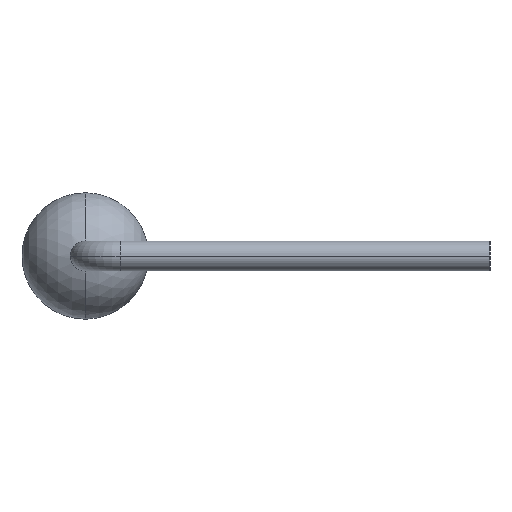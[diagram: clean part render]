
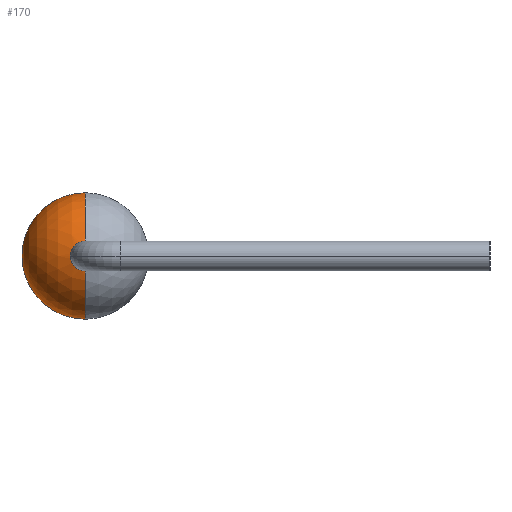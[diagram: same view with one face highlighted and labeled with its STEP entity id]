
A CAD part, left-side view. The second image highlights one B-rep face of the part: STEP entity #170.
In plain terms, the highlighted spherical face has radius 1.8 mm.
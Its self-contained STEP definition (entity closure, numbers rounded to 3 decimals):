
#6 = DIRECTION ( 'NONE',  ( 0., 1., 0. ) ) ;
#8 = EDGE_LOOP ( 'NONE', ( #217, #384, #194, #607, #407 ) ) ;
#36 = DIRECTION ( 'NONE',  ( 0., 0., 1. ) ) ;
#40 = CIRCLE ( 'NONE', #366, 1.8 ) ;
#47 = EDGE_CURVE ( 'NONE', #196, #118, #191, .T. ) ;
#60 = DIRECTION ( 'NONE',  ( 0., 0., 1. ) ) ;
#75 = VERTEX_POINT ( 'NONE', #220 ) ;
#79 = DIRECTION ( 'NONE',  ( 0., -1., 0. ) ) ;
#94 = EDGE_CURVE ( 'NONE', #75, #196, #419, .T. ) ;
#118 = VERTEX_POINT ( 'NONE', #657 ) ;
#121 = EDGE_CURVE ( 'NONE', #75, #353, #40, .T. ) ;
#137 = CARTESIAN_POINT ( 'NONE',  ( 0., 0., 0. ) ) ;
#157 = AXIS2_PLACEMENT_3D ( 'NONE', #436, #173, #373 ) ;
#170 = ADVANCED_FACE ( 'NONE', ( #550 ), #236, .T. ) ;
#173 = DIRECTION ( 'NONE',  ( -1., 0., 0. ) ) ;
#176 = CIRCLE ( 'NONE', #268, 0.423 ) ;
#189 = DIRECTION ( 'NONE',  ( 0., -1., 0. ) ) ;
#191 = CIRCLE ( 'NONE', #456, 1.8 ) ;
#194 = ORIENTED_EDGE ( 'NONE', *, *, #47, .T. ) ;
#196 = VERTEX_POINT ( 'NONE', #507 ) ;
#197 = DIRECTION ( 'NONE',  ( 0., 0., -1. ) ) ;
#217 = ORIENTED_EDGE ( 'NONE', *, *, #121, .F. ) ;
#220 = CARTESIAN_POINT ( 'NONE',  ( -0.076, 0., 1.798 ) ) ;
#236 = SPHERICAL_SURFACE ( 'NONE', #589, 1.8 ) ;
#237 = DIRECTION ( 'NONE',  ( 0., 0., 1. ) ) ;
#248 = CARTESIAN_POINT ( 'NONE',  ( 0., 0., 0. ) ) ;
#268 = AXIS2_PLACEMENT_3D ( 'NONE', #591, #504, #36 ) ;
#293 = CARTESIAN_POINT ( 'NONE',  ( -1.75, 0.423, 0. ) ) ;
#323 = CIRCLE ( 'NONE', #422, 0.423 ) ;
#342 = CARTESIAN_POINT ( 'NONE',  ( -1.75, 0., 0. ) ) ;
#353 = VERTEX_POINT ( 'NONE', #465 ) ;
#366 = AXIS2_PLACEMENT_3D ( 'NONE', #248, #79, #197 ) ;
#373 = DIRECTION ( 'NONE',  ( 0., 0., 1. ) ) ;
#384 = ORIENTED_EDGE ( 'NONE', *, *, #94, .T. ) ;
#407 = ORIENTED_EDGE ( 'NONE', *, *, #595, .F. ) ;
#419 = CIRCLE ( 'NONE', #157, 1.798 ) ;
#422 = AXIS2_PLACEMENT_3D ( 'NONE', #342, #546, #237 ) ;
#436 = CARTESIAN_POINT ( 'NONE',  ( -0.076, 0., 0. ) ) ;
#437 = CARTESIAN_POINT ( 'NONE',  ( 0., 0., 0. ) ) ;
#456 = AXIS2_PLACEMENT_3D ( 'NONE', #437, #6, #60 ) ;
#465 = CARTESIAN_POINT ( 'NONE',  ( -1.75, 0., 0.423 ) ) ;
#504 = DIRECTION ( 'NONE',  ( -1., 0., 0. ) ) ;
#507 = CARTESIAN_POINT ( 'NONE',  ( -0.076, 0., -1.798 ) ) ;
#546 = DIRECTION ( 'NONE',  ( -1., 0., 0. ) ) ;
#550 = FACE_OUTER_BOUND ( 'NONE', #8, .T. ) ;
#554 = VERTEX_POINT ( 'NONE', #293 ) ;
#579 = EDGE_CURVE ( 'NONE', #554, #118, #176, .T. ) ;
#589 = AXIS2_PLACEMENT_3D ( 'NONE', #137, #189, #593 ) ;
#591 = CARTESIAN_POINT ( 'NONE',  ( -1.75, 0., 0. ) ) ;
#593 = DIRECTION ( 'NONE',  ( 0., 0., -1. ) ) ;
#595 = EDGE_CURVE ( 'NONE', #353, #554, #323, .T. ) ;
#607 = ORIENTED_EDGE ( 'NONE', *, *, #579, .F. ) ;
#657 = CARTESIAN_POINT ( 'NONE',  ( -1.75, 0., -0.423 ) ) ;
